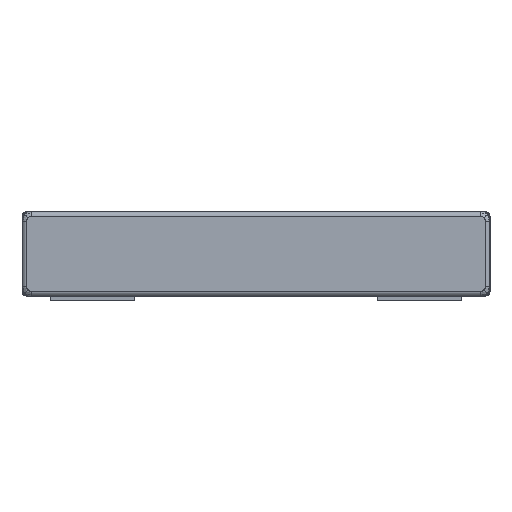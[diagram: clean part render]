
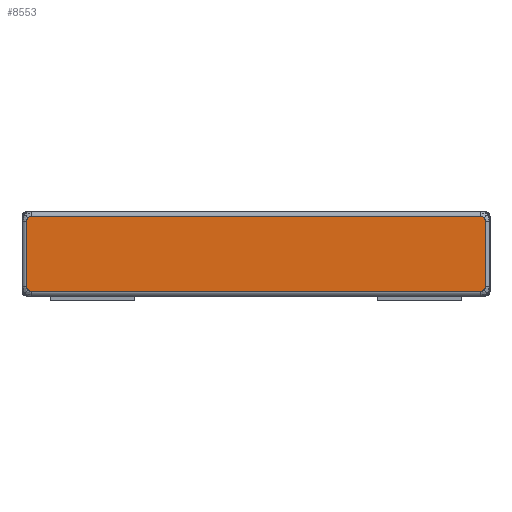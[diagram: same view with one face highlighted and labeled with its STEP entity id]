
A CAD part, left-side view. The second image highlights one B-rep face of the part: STEP entity #8553.
In plain terms, the highlighted planar face has unit normal (-1, 0, 0).
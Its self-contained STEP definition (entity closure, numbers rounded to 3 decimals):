
#67=PLANE('',#9104);
#234=LINE('',#12605,#899);
#243=LINE('',#12735,#908);
#245=LINE('',#12738,#910);
#254=LINE('',#12791,#919);
#899=VECTOR('',#9466,10.);
#908=VECTOR('',#9495,10.);
#910=VECTOR('',#9499,10.);
#919=VECTOR('',#9522,10.);
#1644=FACE_OUTER_BOUND('',#2138,.T.);
#2138=EDGE_LOOP('',(#5755,#5756,#5757,#5758,#5759,#5760,#5761,#5762,#5763,
#5764,#5765,#5766));
#2607=CIRCLE('',#9005,0.05);
#2610=CIRCLE('',#9008,0.05);
#2637=CIRCLE('',#9035,0.05);
#2640=CIRCLE('',#9038,0.05);
#2643=CIRCLE('',#9041,0.05);
#2646=CIRCLE('',#9044,0.05);
#2663=CIRCLE('',#9061,0.05);
#2666=CIRCLE('',#9064,0.05);
#3261=VERTEX_POINT('',#10918);
#3262=VERTEX_POINT('',#10925);
#3264=VERTEX_POINT('',#10971);
#3297=VERTEX_POINT('',#11632);
#3298=VERTEX_POINT('',#11639);
#3300=VERTEX_POINT('',#11685);
#3305=VERTEX_POINT('',#11778);
#3306=VERTEX_POINT('',#11785);
#3308=VERTEX_POINT('',#11831);
#3329=VERTEX_POINT('',#12254);
#3330=VERTEX_POINT('',#12261);
#3332=VERTEX_POINT('',#12307);
#4141=EDGE_CURVE('',#3261,#3262,#2607,.T.);
#4145=EDGE_CURVE('',#3264,#3261,#2610,.T.);
#4189=EDGE_CURVE('',#3297,#3298,#2637,.T.);
#4193=EDGE_CURVE('',#3300,#3297,#2640,.T.);
#4199=EDGE_CURVE('',#3305,#3306,#2643,.T.);
#4203=EDGE_CURVE('',#3308,#3305,#2646,.T.);
#4231=EDGE_CURVE('',#3329,#3330,#2663,.T.);
#4235=EDGE_CURVE('',#3332,#3329,#2666,.T.);
#4253=EDGE_CURVE('',#3298,#3332,#234,.T.);
#4268=EDGE_CURVE('',#3306,#3264,#243,.T.);
#4270=EDGE_CURVE('',#3262,#3300,#245,.T.);
#4281=EDGE_CURVE('',#3330,#3308,#254,.T.);
#5755=ORIENTED_EDGE('',*,*,#4145,.F.);
#5756=ORIENTED_EDGE('',*,*,#4268,.F.);
#5757=ORIENTED_EDGE('',*,*,#4199,.F.);
#5758=ORIENTED_EDGE('',*,*,#4203,.F.);
#5759=ORIENTED_EDGE('',*,*,#4281,.F.);
#5760=ORIENTED_EDGE('',*,*,#4231,.F.);
#5761=ORIENTED_EDGE('',*,*,#4235,.F.);
#5762=ORIENTED_EDGE('',*,*,#4253,.F.);
#5763=ORIENTED_EDGE('',*,*,#4189,.F.);
#5764=ORIENTED_EDGE('',*,*,#4193,.F.);
#5765=ORIENTED_EDGE('',*,*,#4270,.F.);
#5766=ORIENTED_EDGE('',*,*,#4141,.F.);
#8553=ADVANCED_FACE('',(#1644),#67,.T.);
#9005=AXIS2_PLACEMENT_3D('',#10926,#9316,#9317);
#9008=AXIS2_PLACEMENT_3D('',#10973,#9322,#9323);
#9035=AXIS2_PLACEMENT_3D('',#11640,#9376,#9377);
#9038=AXIS2_PLACEMENT_3D('',#11687,#9382,#9383);
#9041=AXIS2_PLACEMENT_3D('',#11786,#9388,#9389);
#9044=AXIS2_PLACEMENT_3D('',#11833,#9394,#9395);
#9061=AXIS2_PLACEMENT_3D('',#12262,#9428,#9429);
#9064=AXIS2_PLACEMENT_3D('',#12309,#9434,#9435);
#9104=AXIS2_PLACEMENT_3D('',#12852,#9562,#9563);
#9316=DIRECTION('center_axis',(1.,0.,0.));
#9317=DIRECTION('ref_axis',(0.,0.707,0.707));
#9322=DIRECTION('center_axis',(1.,0.,0.));
#9323=DIRECTION('ref_axis',(0.,0.707,0.707));
#9376=DIRECTION('center_axis',(1.,0.,0.));
#9377=DIRECTION('ref_axis',(0.,-0.707,0.707));
#9382=DIRECTION('center_axis',(1.,0.,0.));
#9383=DIRECTION('ref_axis',(0.,-0.707,0.707));
#9388=DIRECTION('center_axis',(1.,0.,0.));
#9389=DIRECTION('ref_axis',(0.,0.707,-0.707));
#9394=DIRECTION('center_axis',(1.,0.,0.));
#9395=DIRECTION('ref_axis',(0.,0.707,-0.707));
#9428=DIRECTION('center_axis',(1.,0.,0.));
#9429=DIRECTION('ref_axis',(0.,-0.707,-0.707));
#9434=DIRECTION('center_axis',(1.,0.,0.));
#9435=DIRECTION('ref_axis',(0.,-0.707,-0.707));
#9466=DIRECTION('',(0.,0.,-1.));
#9495=DIRECTION('',(0.,0.,1.));
#9499=DIRECTION('',(0.,-1.,0.));
#9522=DIRECTION('',(0.,1.,0.));
#9562=DIRECTION('center_axis',(-1.,0.,0.));
#9563=DIRECTION('ref_axis',(0.,-1.,0.));
#10918=CARTESIAN_POINT('',(-5.65,2.435,0.885));
#10925=CARTESIAN_POINT('',(-5.65,2.4,0.9));
#10926=CARTESIAN_POINT('Origin',(-5.65,2.4,0.85));
#10971=CARTESIAN_POINT('',(-5.65,2.45,0.85));
#10973=CARTESIAN_POINT('Origin',(-5.65,2.4,0.85));
#11632=CARTESIAN_POINT('',(-5.65,-2.435,0.885));
#11639=CARTESIAN_POINT('',(-5.65,-2.45,0.85));
#11640=CARTESIAN_POINT('Origin',(-5.65,-2.4,0.85));
#11685=CARTESIAN_POINT('',(-5.65,-2.4,0.9));
#11687=CARTESIAN_POINT('Origin',(-5.65,-2.4,0.85));
#11778=CARTESIAN_POINT('',(-5.65,2.435,0.115));
#11785=CARTESIAN_POINT('',(-5.65,2.45,0.15));
#11786=CARTESIAN_POINT('Origin',(-5.65,2.4,0.15));
#11831=CARTESIAN_POINT('',(-5.65,2.4,0.1));
#11833=CARTESIAN_POINT('Origin',(-5.65,2.4,0.15));
#12254=CARTESIAN_POINT('',(-5.65,-2.435,0.115));
#12261=CARTESIAN_POINT('',(-5.65,-2.4,0.1));
#12262=CARTESIAN_POINT('Origin',(-5.65,-2.4,0.15));
#12307=CARTESIAN_POINT('',(-5.65,-2.45,0.15));
#12309=CARTESIAN_POINT('Origin',(-5.65,-2.4,0.15));
#12605=CARTESIAN_POINT('',(-5.65,-2.45,0.05));
#12735=CARTESIAN_POINT('',(-5.65,2.45,0.05));
#12738=CARTESIAN_POINT('',(-5.65,1.25,0.9));
#12791=CARTESIAN_POINT('',(-5.65,1.25,0.1));
#12852=CARTESIAN_POINT('Origin',(-5.65,2.5,0.05));
